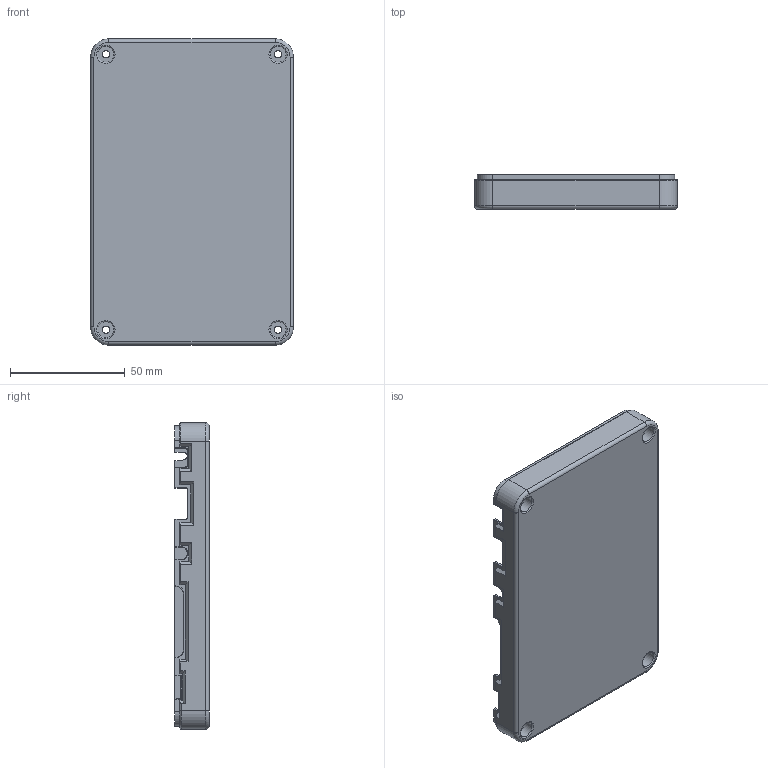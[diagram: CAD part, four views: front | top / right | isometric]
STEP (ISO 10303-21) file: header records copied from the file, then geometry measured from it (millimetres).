
FILE_DESCRIPTION(/* description */ (''),/* implementation_level */ '2;1');
FILE_NAME(/* name */ 'aqp_mini_case_color_bottom.step',/* time_stamp */ '2024-10-22T21:29:51-07:00',/* author */ (''),/* organization */ (''),/* preprocessor_version */ 'ST-DEVELOPER v20',/* originating_system */ 'Autodesk Translation Framework v13.20.0.188',/* authorisation */ '');
FILE_SCHEMA (('AUTOMOTIVE_DESIGN { 1 0 10303 214 3 1 1 }'));
Length unit declared in the file: millimetre
Products named in the file (1): aqp_mini_case_2_color
Bounding box: 88.43 x 14.96 x 133.4 mm (x, y, z)
Volume: 35646.7 mm3; surface area: 33987.9 mm2
Topology: 1 solids, 1 shells, 223 faces, 570 edges, 353 vertices
Faces by surface type: plane 85, cylinder 84, torus 54
Full cylindrical faces by diameter (mm): 3.2 x4, 7 x4
Entity records: 6846 total; most frequent: DIRECTION 1261, CARTESIAN_POINT 1203, ORIENTED_EDGE 1140, EDGE_CURVE 570, AXIS2_PLACEMENT_3D 475, VERTEX_POINT 353, LINE 311, VECTOR 311
